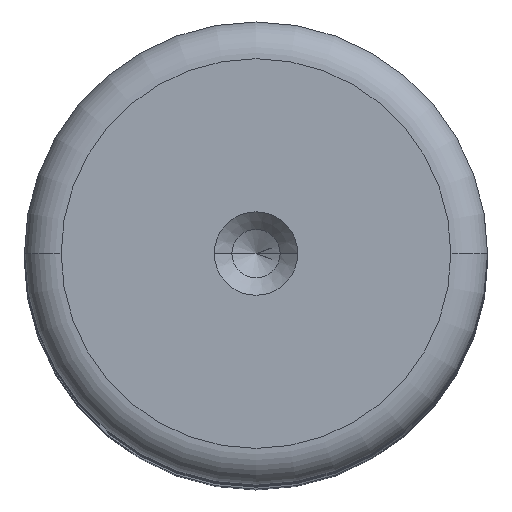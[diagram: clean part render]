
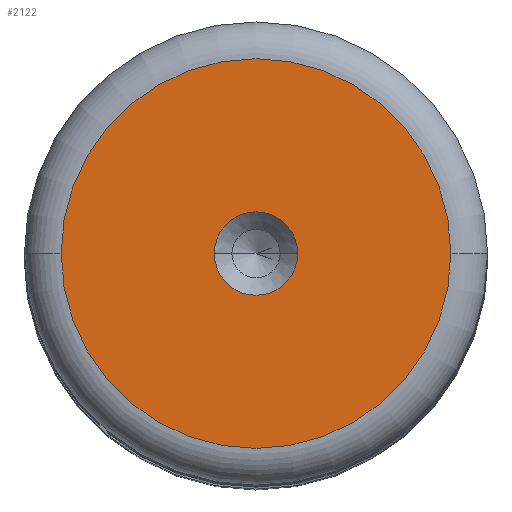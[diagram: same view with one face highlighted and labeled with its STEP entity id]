
A CAD part, top view. The second image highlights one B-rep face of the part: STEP entity #2122.
In plain terms, the highlighted planar face has unit normal (0, 0, 1).
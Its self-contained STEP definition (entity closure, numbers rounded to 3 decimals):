
#23 = DIRECTION ( 'NONE',  ( 1., 0., 0. ) ) ;
#32 = DIRECTION ( 'NONE',  ( 0., 0., 1. ) ) ;
#44 = DIRECTION ( 'NONE',  ( 1., 0., 0. ) ) ;
#60 = FACE_OUTER_BOUND ( 'NONE', #2253, .T. ) ;
#266 = EDGE_CURVE ( 'NONE', #2133, #2180, #1548, .T. ) ;
#471 = CARTESIAN_POINT ( 'NONE',  ( 2.25, 0., 140. ) ) ;
#538 = FACE_BOUND ( 'NONE', #2153, .T. ) ;
#593 = AXIS2_PLACEMENT_3D ( 'NONE', #1004, #32, #1404 ) ;
#649 = DIRECTION ( 'NONE',  ( 0., 0., 1. ) ) ;
#722 = AXIS2_PLACEMENT_3D ( 'NONE', #1843, #649, #2050 ) ;
#780 = CARTESIAN_POINT ( 'NONE',  ( 0., 0., 140. ) ) ;
#800 = VERTEX_POINT ( 'NONE', #1042 ) ;
#904 = ORIENTED_EDGE ( 'NONE', *, *, #1409, .T. ) ;
#983 = DIRECTION ( 'NONE',  ( 1., 0., 0. ) ) ;
#1004 = CARTESIAN_POINT ( 'NONE',  ( 0., 0., 140. ) ) ;
#1042 = CARTESIAN_POINT ( 'NONE',  ( 10.513, 0., 140. ) ) ;
#1196 = DIRECTION ( 'NONE',  ( 0., 0., 1. ) ) ;
#1208 = PLANE ( 'NONE',  #593 ) ;
#1214 = CARTESIAN_POINT ( 'NONE',  ( -2.25, 0., 140. ) ) ;
#1218 = DIRECTION ( 'NONE',  ( 0., 0., 1. ) ) ;
#1261 = CIRCLE ( 'NONE', #1758, 10.513 ) ;
#1349 = AXIS2_PLACEMENT_3D ( 'NONE', #2393, #1218, #44 ) ;
#1404 = DIRECTION ( 'NONE',  ( 1., 0., 0. ) ) ;
#1409 = EDGE_CURVE ( 'NONE', #1953, #800, #1989, .T. ) ;
#1548 = CIRCLE ( 'NONE', #2192, 2.25 ) ;
#1585 = ORIENTED_EDGE ( 'NONE', *, *, #266, .F. ) ;
#1705 = ORIENTED_EDGE ( 'NONE', *, *, #1755, .T. ) ;
#1755 = EDGE_CURVE ( 'NONE', #800, #1953, #1261, .T. ) ;
#1758 = AXIS2_PLACEMENT_3D ( 'NONE', #780, #2181, #983 ) ;
#1843 = CARTESIAN_POINT ( 'NONE',  ( 0., 0., 140. ) ) ;
#1937 = CIRCLE ( 'NONE', #722, 2.25 ) ;
#1953 = VERTEX_POINT ( 'NONE', #2240 ) ;
#1989 = CIRCLE ( 'NONE', #1349, 10.513 ) ;
#2050 = DIRECTION ( 'NONE',  ( 1., 0., 0. ) ) ;
#2122 = ADVANCED_FACE ( 'NONE', ( #538, #60 ), #1208, .T. ) ;
#2133 = VERTEX_POINT ( 'NONE', #1214 ) ;
#2153 = EDGE_LOOP ( 'NONE', ( #2328, #1585 ) ) ;
#2173 = EDGE_CURVE ( 'NONE', #2180, #2133, #1937, .T. ) ;
#2180 = VERTEX_POINT ( 'NONE', #471 ) ;
#2181 = DIRECTION ( 'NONE',  ( 0., 0., 1. ) ) ;
#2192 = AXIS2_PLACEMENT_3D ( 'NONE', #2373, #1196, #23 ) ;
#2240 = CARTESIAN_POINT ( 'NONE',  ( -10.513, 0., 140. ) ) ;
#2253 = EDGE_LOOP ( 'NONE', ( #1705, #904 ) ) ;
#2328 = ORIENTED_EDGE ( 'NONE', *, *, #2173, .F. ) ;
#2373 = CARTESIAN_POINT ( 'NONE',  ( 0., 0., 140. ) ) ;
#2393 = CARTESIAN_POINT ( 'NONE',  ( 0., 0., 140. ) ) ;
